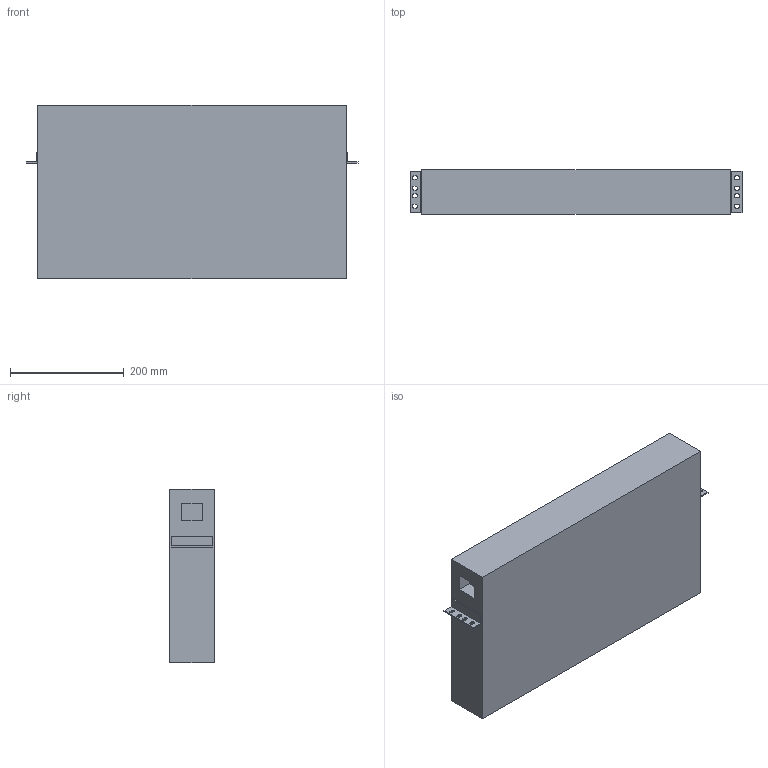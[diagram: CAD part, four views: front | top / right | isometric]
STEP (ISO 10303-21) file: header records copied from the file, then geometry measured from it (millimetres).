
FILE_DESCRIPTION(('produced by SPATIAL CORP'),'2;1');
FILE_NAME( 'ha15b-0001-b134.prt.hh.sat.stp' ,'2002-04-19T13:58:55+00:00',('SPATIAL CORP'),('SPATIAL CORP'), 'ACIS STEP Husk','http://www.spatial.com','SPATIAL CORP');
FILE_SCHEMA(('CONFIG_CONTROL_DESIGN'));
Length unit declared in the file: millimetre
Products named in the file (1): PRODUCT_ID_1
Bounding box: 584.2 x 78.11 x 304.8 mm (x, y, z)
Volume: 12922985.4 mm3; surface area: 473045.3 mm2
Topology: 1 solids, 1 shells, 73 faces, 204 edges, 136 vertices
Faces by surface type: plane 41, cylinder 32
Entity records: 2239 total; most frequent: ORIENTED_EDGE 408, CARTESIAN_POINT 365, DIRECTION 318, EDGE_CURVE 204, VECTOR 140, LINE 140, VERTEX_POINT 136, EDGE_LOOP 92
